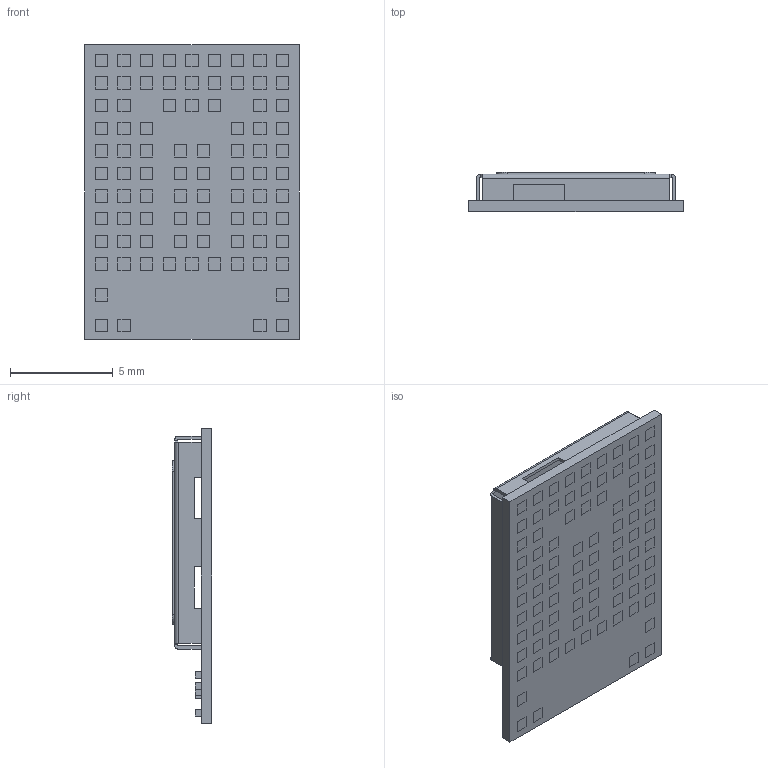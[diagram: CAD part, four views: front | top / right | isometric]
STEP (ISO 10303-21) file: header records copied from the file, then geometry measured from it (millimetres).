
FILE_DESCRIPTION (( 'STEP AP214' ), '1' );
FILE_NAME ('MAYA-W166-00B.STEP', '2023-02-23T10:19:12', ( '' ), ( '' ), 'SwSTEP 2.0', 'SolidWorks 2021', '' );
FILE_SCHEMA (( 'AUTOMOTIVE_DESIGN' ));
Length unit declared in the file: millimetre
Products named in the file (1): MAYA-W166-00B
Bounding box: 10.4 x 1.9 x 14.3 mm (x, y, z)
Volume: 101.4 mm3; surface area: 841.3 mm2
Topology: 110 solids, 110 shells, 1142 faces, 2492 edges, 1656 vertices
Faces by surface type: plane 1130, cylinder 12
Entity records: 31547 total; most frequent: CARTESIAN_POINT 5291, ORIENTED_EDGE 4984, DIRECTION 4802, EDGE_CURVE 2492, LINE 2468, VECTOR 2468, VERTEX_POINT 1656, EDGE_LOOP 1228
